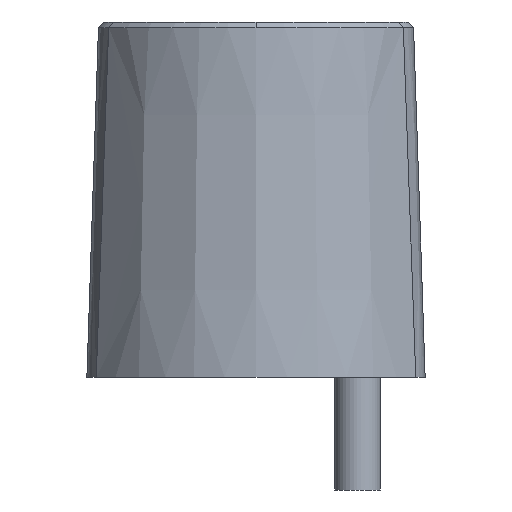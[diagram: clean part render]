
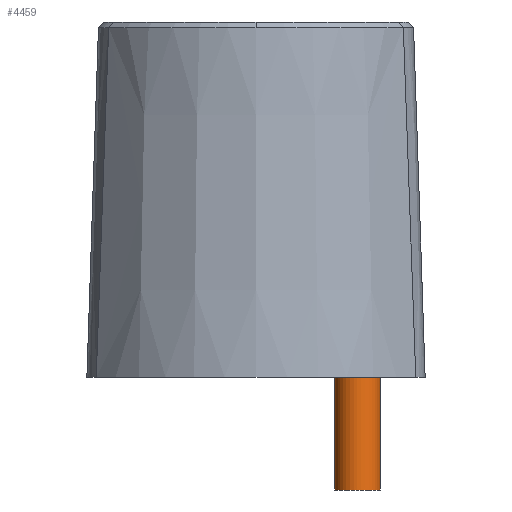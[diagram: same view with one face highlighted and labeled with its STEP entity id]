
A CAD part, left-side view. The second image highlights one B-rep face of the part: STEP entity #4459.
In plain terms, the highlighted cylindrical face has radius 2 mm (diameter 4 mm), a partial arc.
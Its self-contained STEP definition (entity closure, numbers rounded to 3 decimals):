
#4321 = VERTEX_POINT('',#4322);
#4322 = CARTESIAN_POINT('',(0.,-7.,-10.));
#4323 = VERTEX_POINT('',#4324);
#4324 = CARTESIAN_POINT('',(0.,-11.,-10.));
#4332 = CYLINDRICAL_SURFACE('',#4333,2.);
#4333 = AXIS2_PLACEMENT_3D('',#4334,#4335,#4336);
#4334 = CARTESIAN_POINT('',(0.,-9.,-10.));
#4335 = DIRECTION('',(-0.,0.,1.));
#4336 = DIRECTION('',(0.,-1.,0.));
#4344 = PLANE('',#4345);
#4345 = AXIS2_PLACEMENT_3D('',#4346,#4347,#4348);
#4346 = CARTESIAN_POINT('',(0.,-9.,-10.));
#4347 = DIRECTION('',(0.,0.,-1.));
#4348 = DIRECTION('',(0.,1.,0.));
#4356 = EDGE_CURVE('',#4321,#4357,#4359,.T.);
#4357 = VERTEX_POINT('',#4358);
#4358 = CARTESIAN_POINT('',(0.,-7.,0.)
  );
#4359 = SURFACE_CURVE('',#4360,(#4364,#4371),.PCURVE_S1.);
#4360 = LINE('',#4361,#4362);
#4361 = CARTESIAN_POINT('',(0.,-7.,-10.));
#4362 = VECTOR('',#4363,1.);
#4363 = DIRECTION('',(-0.,0.,1.));
#4364 = PCURVE('',#4332,#4365);
#4365 = DEFINITIONAL_REPRESENTATION('',(#4366),#4370);
#4366 = LINE('',#4367,#4368);
#4367 = CARTESIAN_POINT('',(3.142,0.));
#4368 = VECTOR('',#4369,1.);
#4369 = DIRECTION('',(0.,1.));
#4370 = ( GEOMETRIC_REPRESENTATION_CONTEXT(2) 
PARAMETRIC_REPRESENTATION_CONTEXT() REPRESENTATION_CONTEXT('2D SPACE',''
  ) );
#4371 = PCURVE('',#4372,#4377);
#4372 = CYLINDRICAL_SURFACE('',#4373,2.);
#4373 = AXIS2_PLACEMENT_3D('',#4374,#4375,#4376);
#4374 = CARTESIAN_POINT('',(0.,-9.,-10.));
#4375 = DIRECTION('',(-0.,0.,1.));
#4376 = DIRECTION('',(0.,-1.,0.));
#4377 = DEFINITIONAL_REPRESENTATION('',(#4378),#4382);
#4378 = LINE('',#4379,#4380);
#4379 = CARTESIAN_POINT('',(3.142,0.));
#4380 = VECTOR('',#4381,1.);
#4381 = DIRECTION('',(0.,1.));
#4382 = ( GEOMETRIC_REPRESENTATION_CONTEXT(2) 
PARAMETRIC_REPRESENTATION_CONTEXT() REPRESENTATION_CONTEXT('2D SPACE',''
  ) );
#4385 = VERTEX_POINT('',#4386);
#4386 = CARTESIAN_POINT('',(0.,-11.,0.));
#4401 = PLANE('',#4402);
#4402 = AXIS2_PLACEMENT_3D('',#4403,#4404,#4405);
#4403 = CARTESIAN_POINT('',(-70.5,0.,0.
    ));
#4404 = DIRECTION('',(0.,0.,-1.));
#4405 = DIRECTION('',(0.,1.,0.));
#4413 = EDGE_CURVE('',#4323,#4385,#4414,.T.);
#4414 = SURFACE_CURVE('',#4415,(#4419,#4426),.PCURVE_S1.);
#4415 = LINE('',#4416,#4417);
#4416 = CARTESIAN_POINT('',(0.,-11.,-10.));
#4417 = VECTOR('',#4418,1.);
#4418 = DIRECTION('',(-0.,0.,1.));
#4419 = PCURVE('',#4332,#4420);
#4420 = DEFINITIONAL_REPRESENTATION('',(#4421),#4425);
#4421 = LINE('',#4422,#4423);
#4422 = CARTESIAN_POINT('',(0.,0.));
#4423 = VECTOR('',#4424,1.);
#4424 = DIRECTION('',(0.,1.));
#4425 = ( GEOMETRIC_REPRESENTATION_CONTEXT(2) 
PARAMETRIC_REPRESENTATION_CONTEXT() REPRESENTATION_CONTEXT('2D SPACE',''
  ) );
#4426 = PCURVE('',#4372,#4427);
#4427 = DEFINITIONAL_REPRESENTATION('',(#4428),#4432);
#4428 = LINE('',#4429,#4430);
#4429 = CARTESIAN_POINT('',(6.283,0.));
#4430 = VECTOR('',#4431,1.);
#4431 = DIRECTION('',(0.,1.));
#4432 = ( GEOMETRIC_REPRESENTATION_CONTEXT(2) 
PARAMETRIC_REPRESENTATION_CONTEXT() REPRESENTATION_CONTEXT('2D SPACE',''
  ) );
#4437 = EDGE_CURVE('',#4323,#4321,#4438,.T.);
#4438 = SURFACE_CURVE('',#4439,(#4444,#4451),.PCURVE_S1.);
#4439 = CIRCLE('',#4440,2.);
#4440 = AXIS2_PLACEMENT_3D('',#4441,#4442,#4443);
#4441 = CARTESIAN_POINT('',(0.,-9.,-10.));
#4442 = DIRECTION('',(0.,0.,-1.));
#4443 = DIRECTION('',(0.,1.,0.));
#4444 = PCURVE('',#4344,#4445);
#4445 = DEFINITIONAL_REPRESENTATION('',(#4446),#4450);
#4446 = CIRCLE('',#4447,2.);
#4447 = AXIS2_PLACEMENT_2D('',#4448,#4449);
#4448 = CARTESIAN_POINT('',(0.,0.));
#4449 = DIRECTION('',(1.,0.));
#4450 = ( GEOMETRIC_REPRESENTATION_CONTEXT(2) 
PARAMETRIC_REPRESENTATION_CONTEXT() REPRESENTATION_CONTEXT('2D SPACE',''
  ) );
#4451 = PCURVE('',#4372,#4452);
#4452 = DEFINITIONAL_REPRESENTATION('',(#4453),#4457);
#4453 = LINE('',#4454,#4455);
#4454 = CARTESIAN_POINT('',(9.425,0.));
#4455 = VECTOR('',#4456,1.);
#4456 = DIRECTION('',(-1.,0.));
#4457 = ( GEOMETRIC_REPRESENTATION_CONTEXT(2) 
PARAMETRIC_REPRESENTATION_CONTEXT() REPRESENTATION_CONTEXT('2D SPACE',''
  ) );
#4459 = ADVANCED_FACE('',(#4460),#4372,.T.);
#4460 = FACE_BOUND('',#4461,.T.);
#4461 = EDGE_LOOP('',(#4462,#4463,#4464,#4465));
#4462 = ORIENTED_EDGE('',*,*,#4356,.F.);
#4463 = ORIENTED_EDGE('',*,*,#4437,.F.);
#4464 = ORIENTED_EDGE('',*,*,#4413,.T.);
#4465 = ORIENTED_EDGE('',*,*,#4466,.T.);
#4466 = EDGE_CURVE('',#4385,#4357,#4467,.T.);
#4467 = SURFACE_CURVE('',#4468,(#4473,#4480),.PCURVE_S1.);
#4468 = CIRCLE('',#4469,2.);
#4469 = AXIS2_PLACEMENT_3D('',#4470,#4471,#4472);
#4470 = CARTESIAN_POINT('',(0.,-9.,0.));
#4471 = DIRECTION('',(0.,0.,-1.));
#4472 = DIRECTION('',(0.,1.,0.));
#4473 = PCURVE('',#4372,#4474);
#4474 = DEFINITIONAL_REPRESENTATION('',(#4475),#4479);
#4475 = LINE('',#4476,#4477);
#4476 = CARTESIAN_POINT('',(9.425,10.));
#4477 = VECTOR('',#4478,1.);
#4478 = DIRECTION('',(-1.,0.));
#4479 = ( GEOMETRIC_REPRESENTATION_CONTEXT(2) 
PARAMETRIC_REPRESENTATION_CONTEXT() REPRESENTATION_CONTEXT('2D SPACE',''
  ) );
#4480 = PCURVE('',#4401,#4481);
#4481 = DEFINITIONAL_REPRESENTATION('',(#4482),#4486);
#4482 = CIRCLE('',#4483,2.);
#4483 = AXIS2_PLACEMENT_2D('',#4484,#4485);
#4484 = CARTESIAN_POINT('',(-9.,70.5));
#4485 = DIRECTION('',(1.,0.));
#4486 = ( GEOMETRIC_REPRESENTATION_CONTEXT(2) 
PARAMETRIC_REPRESENTATION_CONTEXT() REPRESENTATION_CONTEXT('2D SPACE',''
  ) );
